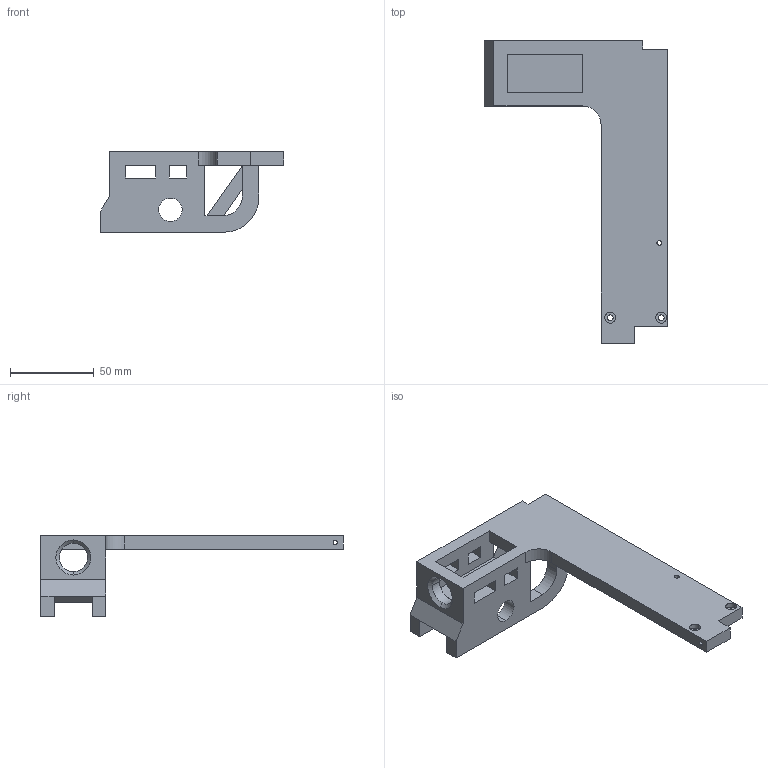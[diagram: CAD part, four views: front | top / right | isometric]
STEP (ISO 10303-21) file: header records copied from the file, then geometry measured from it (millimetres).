
FILE_DESCRIPTION (( 'STEP AP203' ), '1' );
FILE_NAME ('vertical truss -left rear upper-1 (Default).STEP', '2021-11-19T20:51:42', ( '' ), ( '' ), 'SwSTEP 2.0', 'SolidWorks 2020', '' );
FILE_SCHEMA (( 'CONFIG_CONTROL_DESIGN' ));
Length unit declared in the file: millimetre
Products named in the file (1): vertical truss -left rear upper-1 (Default)
Bounding box: 110 x 181 x 48.13 mm (x, y, z)
Volume: 97213.4 mm3; surface area: 42152.8 mm2
Topology: 1 solids, 1 shells, 113 faces, 330 edges, 208 vertices
Faces by surface type: plane 58, cylinder 40, cone 15
Entity records: 3800 total; most frequent: CARTESIAN_POINT 657, DIRECTION 637, ORIENTED_EDGE 636, EDGE_CURVE 318, LINE 225, VECTOR 225, VERTEX_POINT 208, AXIS2_PLACEMENT_3D 206
